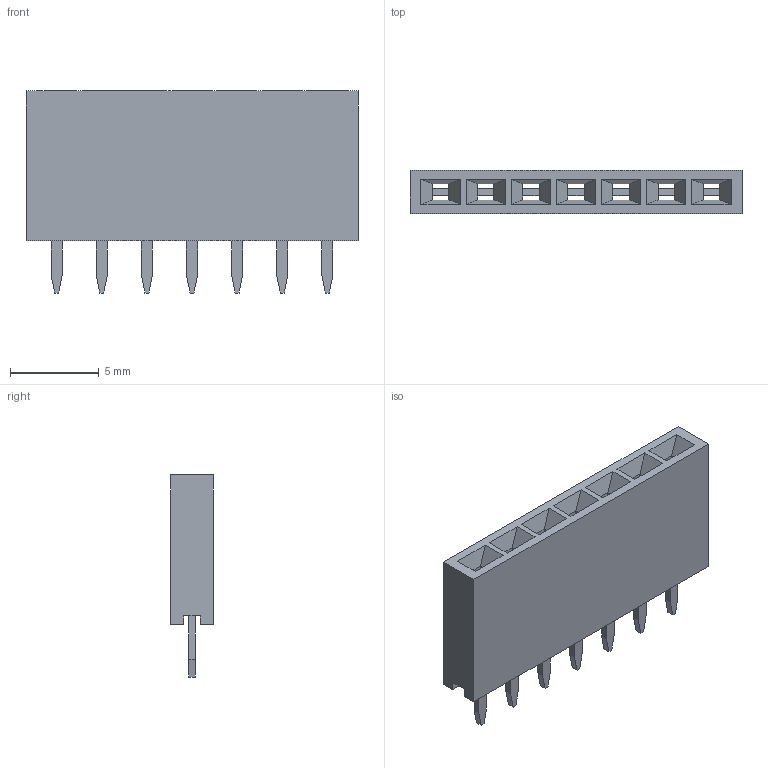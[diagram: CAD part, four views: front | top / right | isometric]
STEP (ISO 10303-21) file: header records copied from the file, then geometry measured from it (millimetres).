
FILE_DESCRIPTION(/* description */ (''),/* implementation_level */ '2;1');
FILE_NAME(/* name */ 'Pin_Female_1x7.stp',/* time_stamp */ '2018-07-15T22:29:21+02:00',/* author */ ('gabri'),/* organization */ (''),/* preprocessor_version */ 'ST-DEVELOPER v17',/* originating_system */ 'Autodesk Inventor 2019',/* authorisation */ '');
FILE_SCHEMA (('AUTOMOTIVE_DESIGN { 1 0 10303 214 3 1 1 }'));
Length unit declared in the file: millimetre
Products named in the file (1): Pin_Female_1x7
Bounding box: 18.69 x 2.42 x 11.38 mm (x, y, z)
Volume: 289.9 mm3; surface area: 1035.8 mm2
Topology: 8 solids, 8 shells, 269 faces, 752 edges, 492 vertices
Faces by surface type: plane 269
Entity records: 8765 total; most frequent: CARTESIAN_POINT 1514, ORIENTED_EDGE 1504, DIRECTION 1292, LINE 752, VECTOR 752, EDGE_CURVE 752, VERTEX_POINT 492, STYLED_ITEM 277
